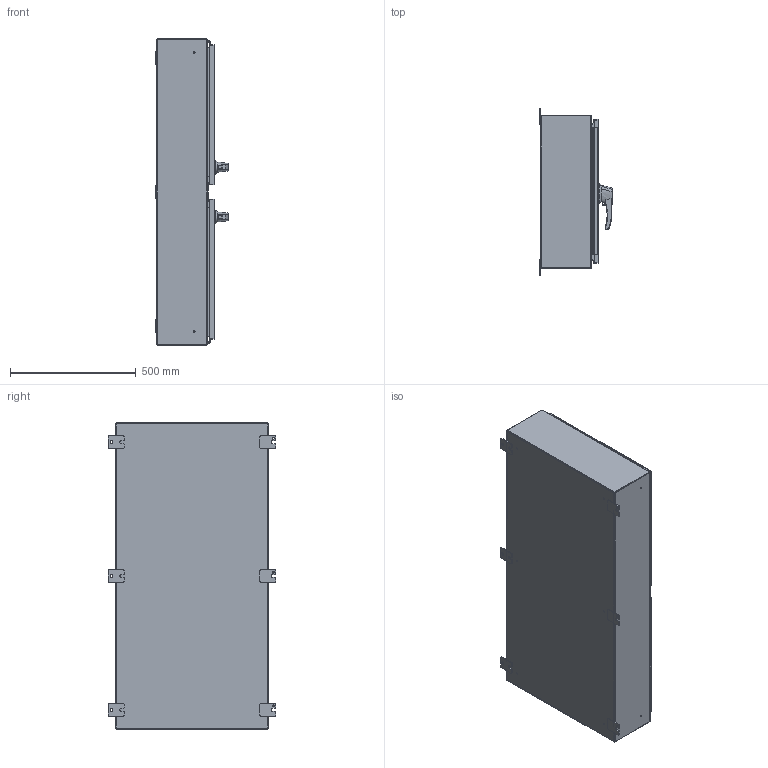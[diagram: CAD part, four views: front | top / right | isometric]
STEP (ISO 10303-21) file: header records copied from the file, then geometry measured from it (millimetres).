
FILE_DESCRIPTION (( 'STEP AP214' ), '1' );
FILE_NAME ('HN4WM24488S16.STEP', '2019-08-29T11:41:56', ( '' ), ( '' ), 'SwSTEP 2.0', 'SolidWorks 2018', '' );
FILE_SCHEMA (( 'AUTOMOTIVE_DESIGN' ));
Length unit declared in the file: inch
Products named in the file (1): HN4WM24488S16
Bounding box: 290.19 x 666.75 x 1219.2 mm (x, y, z)
Volume: 8679437.6 mm3; surface area: 7070648.9 mm2
Topology: 106 solids, 108 shells, 2648 faces, 6687 edges, 4302 vertices
Faces by surface type: plane 1251, cylinder 1117, bspline 148, cone 132
Entity records: 127274 total; most frequent: CARTESIAN_POINT 27986, ORIENTED_EDGE 13346, DIRECTION 13103, EDGE_CURVE 6673, AXIS2_PLACEMENT_3D 4731, VERTEX_POINT 4302, VECTOR 3641, LINE 3641
